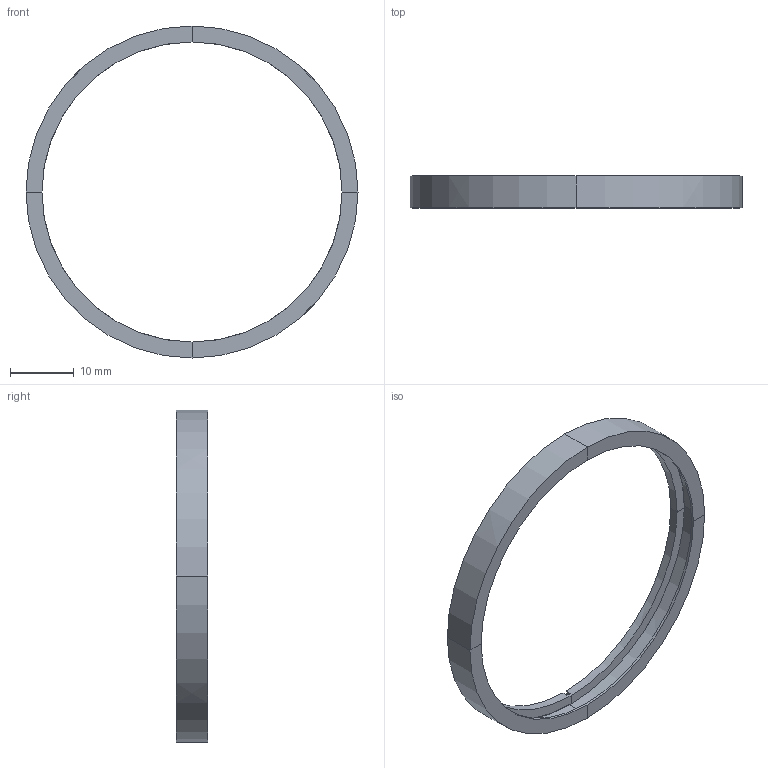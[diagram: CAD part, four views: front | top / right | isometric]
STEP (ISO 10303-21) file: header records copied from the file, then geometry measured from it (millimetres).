
FILE_DESCRIPTION (( 'STEP AP203' ), '1' );
FILE_NAME ('55009.STEP', '2021-02-19T03:58:17', ( '' ), ( '' ), 'SwSTEP 2.0', 'SolidWorks 2018', '' );
FILE_SCHEMA (( 'CONFIG_CONTROL_DESIGN' ));
Length unit declared in the file: millimetre
Products named in the file (1): 55009
Bounding box: 52 x 5 x 52 mm (x, y, z)
Volume: 1017 mm3; surface area: 3347.8 mm2
Topology: 2 solids, 2 shells, 62 faces, 136 edges, 74 vertices
Faces by surface type: bspline 62
Entity records: 1875 total; most frequent: CARTESIAN_POINT 619, ORIENTED_EDGE 272, DIRECTION 202, EDGE_CURVE 136, VERTEX_POINT 74, LINE 72, VECTOR 72, AXIS2_PLACEMENT_3D 65
